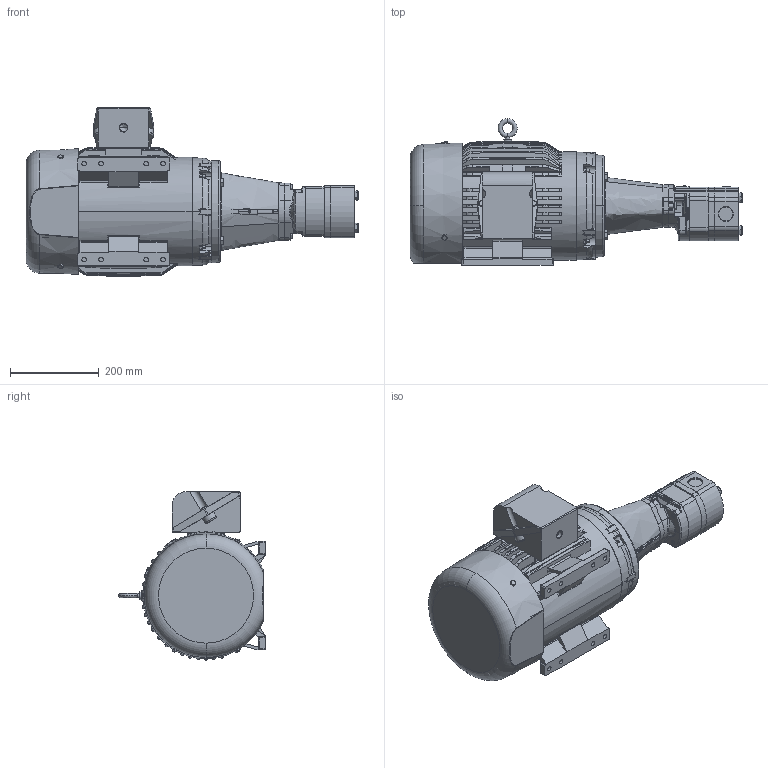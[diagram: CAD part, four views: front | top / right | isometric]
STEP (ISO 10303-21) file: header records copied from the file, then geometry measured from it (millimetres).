
FILE_DESCRIPTION (( 'STEP AP214' ), '1' );
FILE_NAME ('GPV-0758-82.STEP', '2019-05-21T20:43:22', ( '' ), ( '' ), 'SwSTEP 2.0', 'SolidWorks 2018', '' );
FILE_SCHEMA (( 'AUTOMOTIVE_DESIGN' ));
Length unit declared in the file: inch
Products named in the file (1): GPV-0758-82
Bounding box: 747.32 x 329.95 x 379.46 mm (x, y, z)
Volume: 26223359.5 mm3; surface area: 1384993.9 mm2
Topology: 11 solids, 11 shells, 2065 faces, 5420 edges, 3448 vertices
Faces by surface type: plane 606, cylinder 603, cone 414, bspline 242, torus 180, sphere 20
Entity records: 199797 total; most frequent: CARTESIAN_POINT 126410, ORIENTED_EDGE 10812, DIRECTION 8050, EDGE_CURVE 5406, VERTEX_POINT 3444, AXIS2_PLACEMENT_3D 3253, B_SPLINE_CURVE_WITH_KNOTS 2404, EDGE_LOOP 2210
